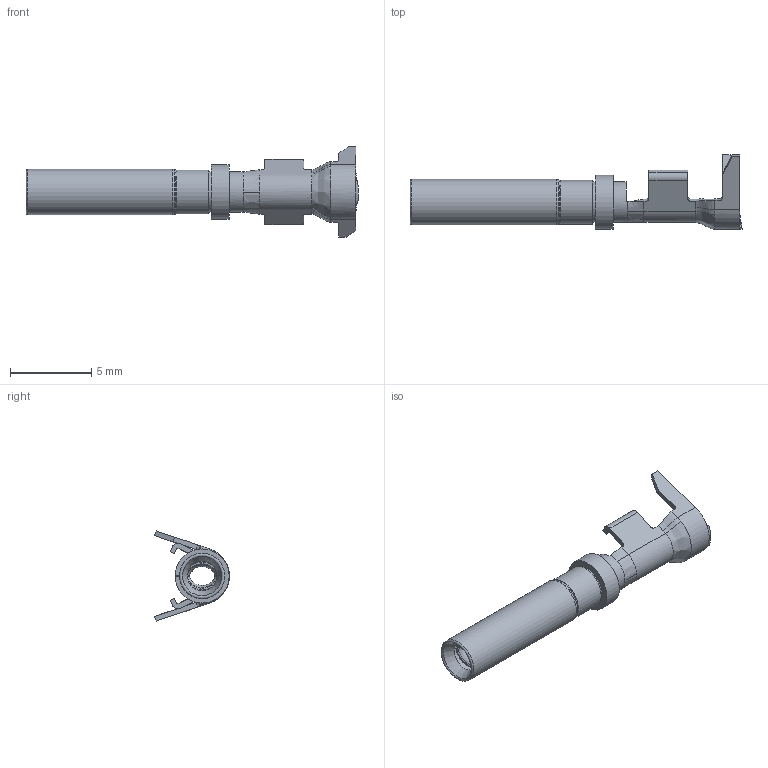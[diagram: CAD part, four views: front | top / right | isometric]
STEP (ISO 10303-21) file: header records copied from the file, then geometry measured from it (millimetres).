
FILE_DESCRIPTION(/* description */ (''),/* implementation_level */ '2;1');
FILE_NAME(/* name */ 'AT62-14-01XX.stp',/* time_stamp */ '2016-10-12T10:56:58+02:00',/* author */ (''),/* organization */ (''),/* preprocessor_version */ 'ST-DEVELOPER v15',/* originating_system */ 'SIEMENS PLM Software NX 9.0',/* authorisation */ '');
FILE_SCHEMA (('CONFIG_CONTROL_DESIGN'));
Length unit declared in the file: millimetre
Products named in the file (1): at62-14-01xxnxs001-01
Bounding box: 20.44 x 4.6 x 5.54 mm (x, y, z)
Volume: 51.7 mm3; surface area: 443.1 mm2
Topology: 1 solids, 1 shells, 171 faces, 444 edges, 272 vertices
Faces by surface type: plane 64, bspline 60, cylinder 37, torus 5, cone 5
Full cylindrical faces by diameter (mm): 2.5 x1, 2.7 x1, 2.8 x1
Entity records: 8177 total; most frequent: CARTESIAN_POINT 4325, ORIENTED_EDGE 864, DIRECTION 627, EDGE_CURVE 432, VERTEX_POINT 271, LINE 229, VECTOR 229, AXIS2_PLACEMENT_3D 199
